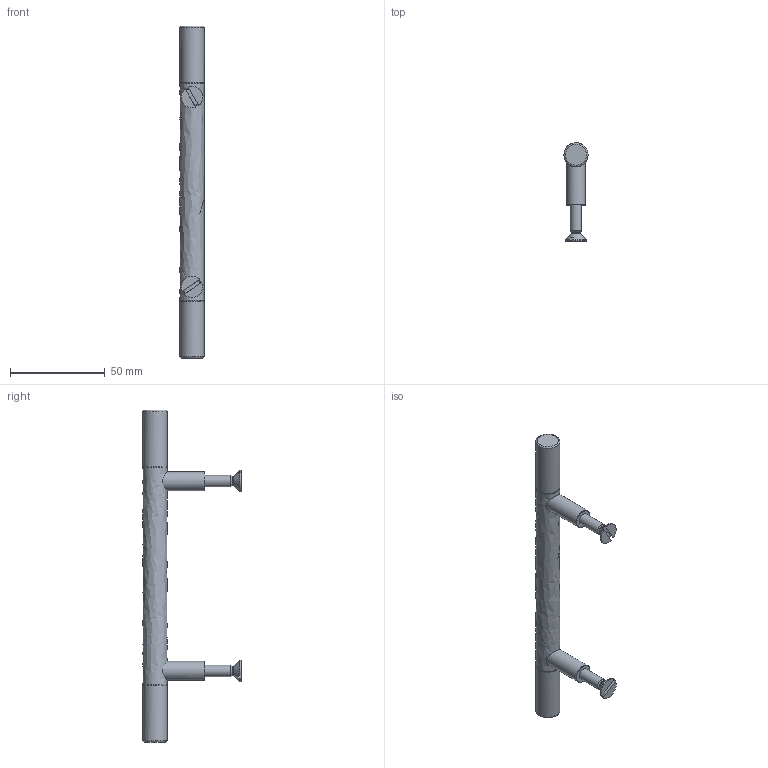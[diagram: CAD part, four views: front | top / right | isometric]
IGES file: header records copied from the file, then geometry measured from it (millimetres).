
Global section: file name: P8252-A; native system: Autodesk Inventor 2020; preprocessor: unknown; author: camerond; date: 20190814.144137; units: millimetre
Bounding box: 12.7 x 51.7 x 175 mm (x, y, z)
Volume: 19895 mm3; surface area: 17518.5 mm2
Topology: 11 solids, 11 shells, 116 faces, 266 edges, 178 vertices
Faces by surface type: bspline 116
